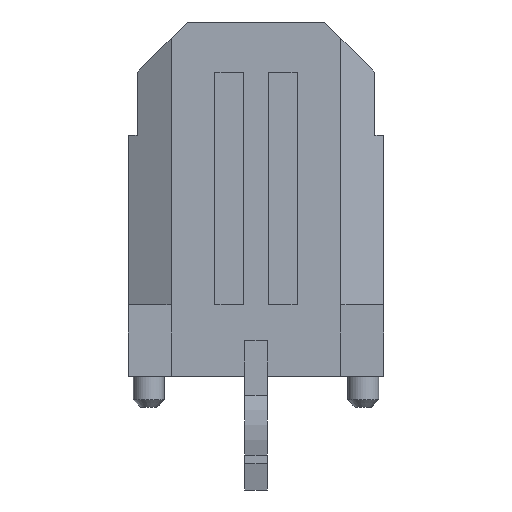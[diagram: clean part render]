
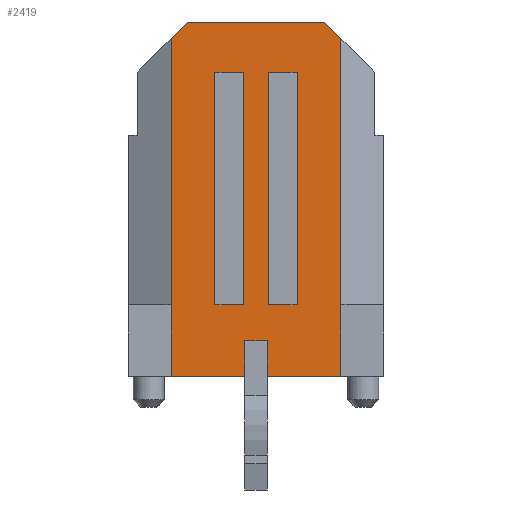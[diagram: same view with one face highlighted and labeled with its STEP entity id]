
A CAD part, front view. The second image highlights one B-rep face of the part: STEP entity #2419.
In plain terms, the highlighted planar face has unit normal (0, -1, 0).
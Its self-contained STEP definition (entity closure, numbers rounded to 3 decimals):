
#53=DIRECTION('',(0.,0.,1.));
#54=VECTOR('',#53,1.);
#55=CARTESIAN_POINT('',(-0.32,-3.46,-4.96));
#56=LINE('',#55,#54);
#57=DIRECTION('',(0.,0.,-1.));
#58=VECTOR('',#57,7.46);
#59=CARTESIAN_POINT('',(-2.375,-3.46,4.5));
#60=LINE('',#59,#58);
#61=DIRECTION('',(-0.707,0.,-0.707));
#62=VECTOR('',#61,0.636);
#63=CARTESIAN_POINT('',(-1.925,-3.46,4.95));
#64=LINE('',#63,#62);
#65=DIRECTION('',(1.,0.,0.));
#66=VECTOR('',#65,3.85);
#67=CARTESIAN_POINT('',(-1.925,-3.46,4.95));
#68=LINE('',#67,#66);
#69=DIRECTION('',(-0.707,0.,0.707));
#70=VECTOR('',#69,0.636);
#71=CARTESIAN_POINT('',(2.375,-3.46,4.5));
#72=LINE('',#71,#70);
#73=DIRECTION('',(0.,0.,-1.));
#74=VECTOR('',#73,7.46);
#75=CARTESIAN_POINT('',(2.375,-3.46,4.5));
#76=LINE('',#75,#74);
#77=DIRECTION('',(0.,0.,-1.));
#78=VECTOR('',#77,2.);
#79=CARTESIAN_POINT('',(2.375,-3.46,-2.96));
#80=LINE('',#79,#78);
#81=DIRECTION('',(0.,0.,1.));
#82=VECTOR('',#81,1.);
#83=CARTESIAN_POINT('',(0.32,-3.46,-4.96));
#84=LINE('',#83,#82);
#85=DIRECTION('',(1.,0.,0.));
#86=VECTOR('',#85,0.64);
#87=CARTESIAN_POINT('',(-0.32,-3.46,-3.96));
#88=LINE('',#87,#86);
#89=DIRECTION('',(1.,0.,0.));
#90=VECTOR('',#89,0.8);
#91=CARTESIAN_POINT('',(0.35,-3.46,3.55));
#92=LINE('',#91,#90);
#93=DIRECTION('',(0.,0.,1.));
#94=VECTOR('',#93,6.51);
#95=CARTESIAN_POINT('',(0.35,-3.46,-2.96));
#96=LINE('',#95,#94);
#97=DIRECTION('',(1.,0.,0.));
#98=VECTOR('',#97,0.8);
#99=CARTESIAN_POINT('',(0.35,-3.46,-2.96));
#100=LINE('',#99,#98);
#101=DIRECTION('',(0.,0.,1.));
#102=VECTOR('',#101,6.51);
#103=CARTESIAN_POINT('',(1.15,-3.46,-2.96));
#104=LINE('',#103,#102);
#105=DIRECTION('',(1.,0.,0.));
#106=VECTOR('',#105,0.8);
#107=CARTESIAN_POINT('',(-1.15,-3.46,3.55));
#108=LINE('',#107,#106);
#109=DIRECTION('',(0.,0.,1.));
#110=VECTOR('',#109,6.51);
#111=CARTESIAN_POINT('',(-1.15,-3.46,-2.96));
#112=LINE('',#111,#110);
#113=DIRECTION('',(1.,0.,0.));
#114=VECTOR('',#113,0.8);
#115=CARTESIAN_POINT('',(-1.15,-3.46,-2.96));
#116=LINE('',#115,#114);
#117=DIRECTION('',(0.,0.,1.));
#118=VECTOR('',#117,6.51);
#119=CARTESIAN_POINT('',(-0.35,-3.46,-2.96));
#120=LINE('',#119,#118);
#887=DIRECTION('',(-1.,0.,0.));
#888=VECTOR('',#887,2.055);
#889=CARTESIAN_POINT('',(-0.32,-3.46,-4.96));
#890=LINE('',#889,#888);
#895=DIRECTION('',(-1.,0.,0.));
#896=VECTOR('',#895,2.055);
#897=CARTESIAN_POINT('',(2.375,-3.46,-4.96));
#898=LINE('',#897,#896);
#1519=DIRECTION('',(0.,0.,-1.));
#1520=VECTOR('',#1519,2.);
#1521=CARTESIAN_POINT('',(-2.375,-3.46,-2.96));
#1522=LINE('',#1521,#1520);
#1727=CARTESIAN_POINT('',(-1.925,-3.46,4.95));
#1728=CARTESIAN_POINT('',(1.925,-3.46,4.95));
#1729=VERTEX_POINT('',#1727);
#1730=VERTEX_POINT('',#1728);
#1812=CARTESIAN_POINT('',(-0.32,-3.46,-4.96));
#1814=VERTEX_POINT('',#1812);
#1816=CARTESIAN_POINT('',(0.32,-3.46,-4.96));
#1818=VERTEX_POINT('',#1816);
#1824=CARTESIAN_POINT('',(2.375,-3.46,-2.96));
#1826=VERTEX_POINT('',#1824);
#1828=CARTESIAN_POINT('',(-2.375,-3.46,-2.96));
#1830=VERTEX_POINT('',#1828);
#1837=CARTESIAN_POINT('',(2.375,-3.46,-4.96));
#1838=VERTEX_POINT('',#1837);
#1839=CARTESIAN_POINT('',(-2.375,-3.46,-4.96));
#1840=VERTEX_POINT('',#1839);
#1841=CARTESIAN_POINT('',(-0.32,-3.46,-3.96));
#1842=VERTEX_POINT('',#1841);
#1843=CARTESIAN_POINT('',(0.32,-3.46,-3.96));
#1844=VERTEX_POINT('',#1843);
#2045=CARTESIAN_POINT('',(0.35,-3.46,3.55));
#2046=CARTESIAN_POINT('',(1.15,-3.46,3.55));
#2047=VERTEX_POINT('',#2045);
#2048=VERTEX_POINT('',#2046);
#2049=CARTESIAN_POINT('',(0.35,-3.46,-2.96));
#2050=CARTESIAN_POINT('',(1.15,-3.46,-2.96));
#2051=VERTEX_POINT('',#2049);
#2052=VERTEX_POINT('',#2050);
#2061=CARTESIAN_POINT('',(-1.15,-3.46,3.55));
#2062=CARTESIAN_POINT('',(-0.35,-3.46,3.55));
#2063=VERTEX_POINT('',#2061);
#2064=VERTEX_POINT('',#2062);
#2065=CARTESIAN_POINT('',(-1.15,-3.46,-2.96));
#2066=CARTESIAN_POINT('',(-0.35,-3.46,-2.96));
#2067=VERTEX_POINT('',#2065);
#2068=VERTEX_POINT('',#2066);
#2249=CARTESIAN_POINT('',(2.375,-3.46,4.5));
#2250=VERTEX_POINT('',#2249);
#2251=CARTESIAN_POINT('',(-2.375,-3.46,4.5));
#2252=VERTEX_POINT('',#2251);
#2369=CARTESIAN_POINT('',(-3.325,-3.46,4.95));
#2370=DIRECTION('',(0.,-1.,0.));
#2371=DIRECTION('',(0.,0.,-1.));
#2372=AXIS2_PLACEMENT_3D('',#2369,#2370,#2371);
#2373=PLANE('',#2372);
#2375=ORIENTED_EDGE('',*,*,#2374,.F.);
#2377=ORIENTED_EDGE('',*,*,#2376,.T.);
#2379=ORIENTED_EDGE('',*,*,#2378,.F.);
#2380=ORIENTED_EDGE('',*,*,#2356,.F.);
#2382=ORIENTED_EDGE('',*,*,#2381,.F.);
#2384=ORIENTED_EDGE('',*,*,#2383,.T.);
#2386=ORIENTED_EDGE('',*,*,#2385,.F.);
#2388=ORIENTED_EDGE('',*,*,#2387,.T.);
#2390=ORIENTED_EDGE('',*,*,#2389,.T.);
#2392=ORIENTED_EDGE('',*,*,#2391,.T.);
#2394=ORIENTED_EDGE('',*,*,#2393,.T.);
#2396=ORIENTED_EDGE('',*,*,#2395,.F.);
#2397=EDGE_LOOP('',(#2375,#2377,#2379,#2380,#2382,#2384,#2386,#2388,#2390,#2392,
#2394,#2396));
#2398=FACE_OUTER_BOUND('',#2397,.F.);
#2400=ORIENTED_EDGE('',*,*,#2399,.F.);
#2402=ORIENTED_EDGE('',*,*,#2401,.F.);
#2404=ORIENTED_EDGE('',*,*,#2403,.T.);
#2406=ORIENTED_EDGE('',*,*,#2405,.T.);
#2407=EDGE_LOOP('',(#2400,#2402,#2404,#2406));
#2408=FACE_BOUND('',#2407,.F.);
#2410=ORIENTED_EDGE('',*,*,#2409,.F.);
#2412=ORIENTED_EDGE('',*,*,#2411,.F.);
#2414=ORIENTED_EDGE('',*,*,#2413,.T.);
#2416=ORIENTED_EDGE('',*,*,#2415,.T.);
#2417=EDGE_LOOP('',(#2410,#2412,#2414,#2416));
#2418=FACE_BOUND('',#2417,.F.);
#2419=ADVANCED_FACE('',(#2398,#2408,#2418),#2373,.T.);
#2356=EDGE_CURVE('',#2252,#1830,#60,.T.);
#2374=EDGE_CURVE('',#1814,#1842,#56,.T.);
#2376=EDGE_CURVE('',#1814,#1840,#890,.T.);
#2378=EDGE_CURVE('',#1830,#1840,#1522,.T.);
#2381=EDGE_CURVE('',#1729,#2252,#64,.T.);
#2383=EDGE_CURVE('',#1729,#1730,#68,.T.);
#2385=EDGE_CURVE('',#2250,#1730,#72,.T.);
#2387=EDGE_CURVE('',#2250,#1826,#76,.T.);
#2389=EDGE_CURVE('',#1826,#1838,#80,.T.);
#2391=EDGE_CURVE('',#1838,#1818,#898,.T.);
#2393=EDGE_CURVE('',#1818,#1844,#84,.T.);
#2395=EDGE_CURVE('',#1842,#1844,#88,.T.);
#2399=EDGE_CURVE('',#2047,#2048,#92,.T.);
#2401=EDGE_CURVE('',#2051,#2047,#96,.T.);
#2403=EDGE_CURVE('',#2051,#2052,#100,.T.);
#2405=EDGE_CURVE('',#2052,#2048,#104,.T.);
#2409=EDGE_CURVE('',#2063,#2064,#108,.T.);
#2411=EDGE_CURVE('',#2067,#2063,#112,.T.);
#2413=EDGE_CURVE('',#2067,#2068,#116,.T.);
#2415=EDGE_CURVE('',#2068,#2064,#120,.T.);
